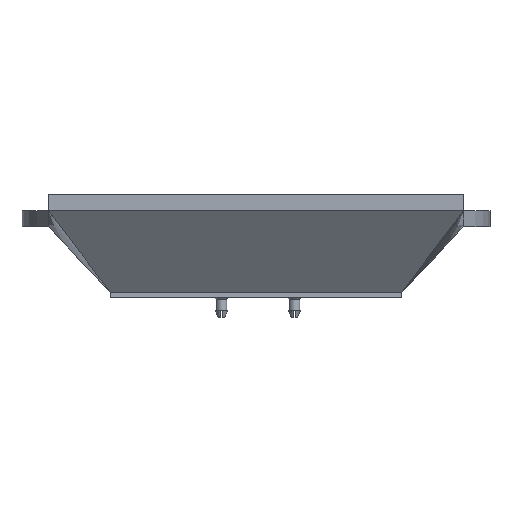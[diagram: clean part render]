
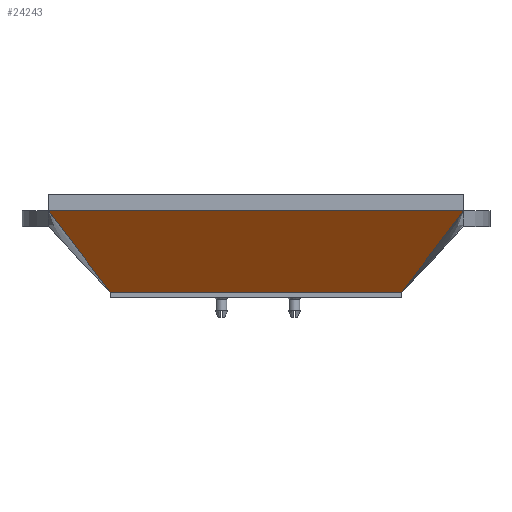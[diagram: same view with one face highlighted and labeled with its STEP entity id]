
A CAD part, front view. The second image highlights one B-rep face of the part: STEP entity #24243.
In plain terms, the highlighted planar face has unit normal (0, -0.796, -0.605).
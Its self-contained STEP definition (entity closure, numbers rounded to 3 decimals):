
#1171 = VECTOR ( 'NONE', #13784, 1000. ) ;
#2183 = VERTEX_POINT ( 'NONE', #19385 ) ;
#2295 = DIRECTION ( 'NONE',  ( 0., -0.605, 0.796 ) ) ;
#2573 = EDGE_CURVE ( 'NONE', #23352, #2955, #14343, .T. ) ;
#2955 = VERTEX_POINT ( 'NONE', #26197 ) ;
#3106 = DIRECTION ( 'NONE',  ( 1., 0., 0. ) ) ;
#3826 = ORIENTED_EDGE ( 'NONE', *, *, #23960, .F. ) ;
#6203 = ORIENTED_EDGE ( 'NONE', *, *, #7402, .T. ) ;
#6458 = VECTOR ( 'NONE', #3106, 1000. ) ;
#7390 = VERTEX_POINT ( 'NONE', #9804 ) ;
#7402 = EDGE_CURVE ( 'NONE', #2183, #7390, #10409, .T. ) ;
#7498 = CARTESIAN_POINT ( 'NONE',  ( 86.4, -15.2, 20. ) ) ;
#9804 = CARTESIAN_POINT ( 'NONE',  ( 0., 0., 0. ) ) ;
#9872 = AXIS2_PLACEMENT_3D ( 'NONE', #24323, #22649, #2295 ) ;
#10409 = LINE ( 'NONE', #21987, #14524 ) ;
#11850 = DIRECTION ( 'NONE',  ( 0.518, 0.518, -0.681 ) ) ;
#12262 = PLANE ( 'NONE',  #9872 ) ;
#12703 = EDGE_LOOP ( 'NONE', ( #6203, #26141, #16805, #3826 ) ) ;
#13353 = CARTESIAN_POINT ( 'NONE',  ( -15.2, -15.2, 20. ) ) ;
#13784 = DIRECTION ( 'NONE',  ( 1., 0., 0. ) ) ;
#14343 = LINE ( 'NONE', #16664, #23484 ) ;
#14524 = VECTOR ( 'NONE', #11850, 1000. ) ;
#15273 = CARTESIAN_POINT ( 'NONE',  ( 0., 0., 0. ) ) ;
#16488 = DIRECTION ( 'NONE',  ( -0.518, 0.518, -0.681 ) ) ;
#16664 = CARTESIAN_POINT ( 'NONE',  ( 86.4, -15.2, 20. ) ) ;
#16805 = ORIENTED_EDGE ( 'NONE', *, *, #2573, .F. ) ;
#19385 = CARTESIAN_POINT ( 'NONE',  ( -15.2, -15.2, 20. ) ) ;
#20726 = LINE ( 'NONE', #15273, #6458 ) ;
#21421 = FACE_OUTER_BOUND ( 'NONE', #12703, .T. ) ;
#21987 = CARTESIAN_POINT ( 'NONE',  ( -15.2, -15.2, 20. ) ) ;
#22649 = DIRECTION ( 'NONE',  ( 0., 0.796, 0.605 ) ) ;
#23352 = VERTEX_POINT ( 'NONE', #7498 ) ;
#23484 = VECTOR ( 'NONE', #16488, 1000. ) ;
#23960 = EDGE_CURVE ( 'NONE', #2183, #23352, #24592, .T. ) ;
#24243 = ADVANCED_FACE ( 'NONE', ( #21421 ), #12262, .F. ) ;
#24323 = CARTESIAN_POINT ( 'NONE',  ( 0., 0., 0. ) ) ;
#24592 = LINE ( 'NONE', #13353, #1171 ) ;
#25700 = EDGE_CURVE ( 'NONE', #7390, #2955, #20726, .T. ) ;
#26141 = ORIENTED_EDGE ( 'NONE', *, *, #25700, .T. ) ;
#26197 = CARTESIAN_POINT ( 'NONE',  ( 71.2, 0., 0. ) ) ;
